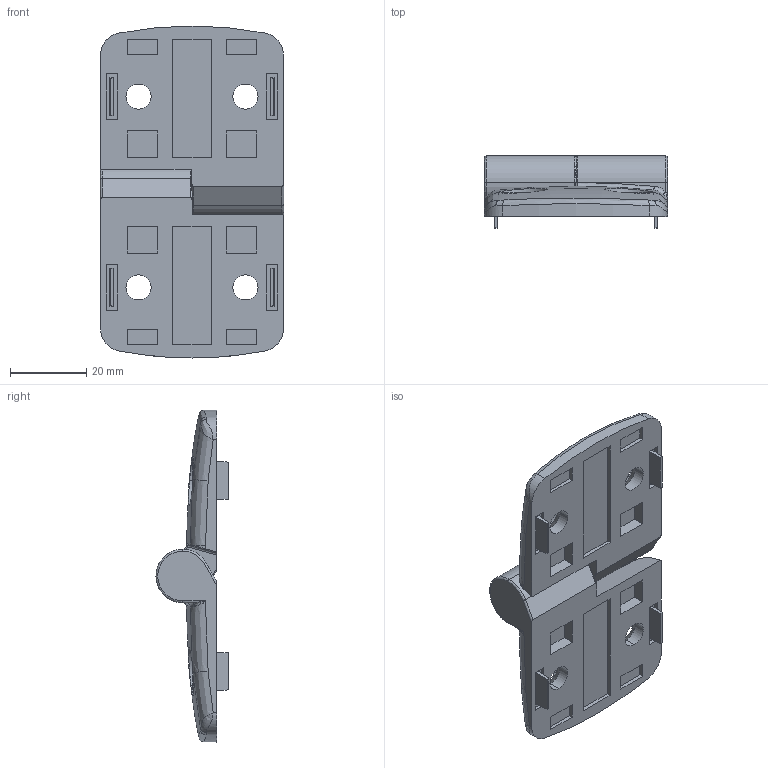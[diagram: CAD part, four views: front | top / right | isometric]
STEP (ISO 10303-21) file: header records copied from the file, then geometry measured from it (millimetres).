
FILE_DESCRIPTION (( 'STEP AP214' ), '1' );
FILE_NAME ('095k4545l10.STEP', '2014-09-01T12:43:18', ( '' ), ( '' ), 'SwSTEP 2.0', 'SolidWorks 2014', '' );
FILE_SCHEMA (( 'AUTOMOTIVE_DESIGN' ));
Length unit declared in the file: inch
Products named in the file (1): 095k4545l10
Bounding box: 48 x 18.9 x 87 mm (x, y, z)
Volume: 25840.5 mm3; surface area: 12909.5 mm2
Topology: 2 solids, 2 shells, 209 faces, 524 edges, 329 vertices
Faces by surface type: plane 106, bspline 52, cylinder 43, cone 8
Entity records: 11385 total; most frequent: CARTESIAN_POINT 4061, ORIENTED_EDGE 1036, DIRECTION 789, EDGE_CURVE 518, VERTEX_POINT 329, LINE 291, VECTOR 291, AXIS2_PLACEMENT_3D 249
